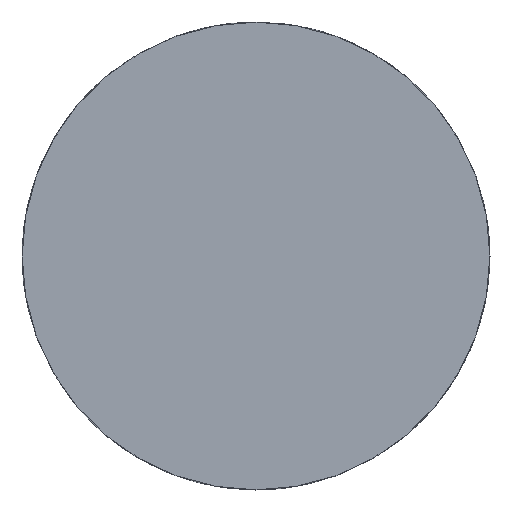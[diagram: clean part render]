
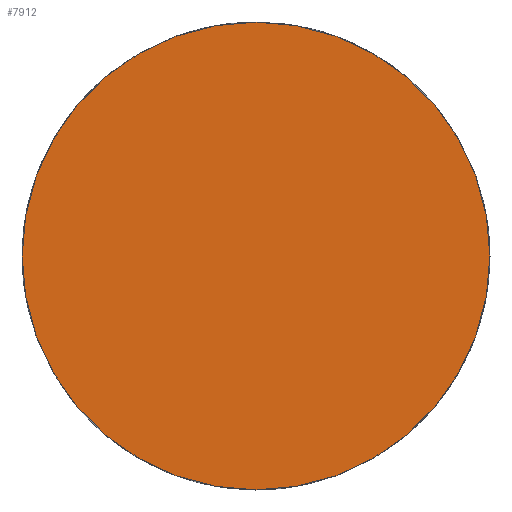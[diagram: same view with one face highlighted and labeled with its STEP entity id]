
A CAD part, left-side view. The second image highlights one B-rep face of the part: STEP entity #7912.
In plain terms, the highlighted planar face has unit normal (-1, 0, 0).
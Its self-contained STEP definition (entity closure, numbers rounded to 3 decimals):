
#84 = EDGE_CURVE ( 'NONE', #6648, #6641, #4468, .T. ) ;
#138 = EDGE_CURVE ( 'NONE', #6641, #6648, #4483, .T. ) ;
#192 = AXIS2_PLACEMENT_3D ( 'NONE', #4060, #4063, #4064 ) ;
#221 = AXIS2_PLACEMENT_3D ( 'NONE', #7464, #7485, #7486 ) ;
#234 = AXIS2_PLACEMENT_3D ( 'NONE', #7182, #7183, #7184 ) ;
#4060 = CARTESIAN_POINT ( 'NONE',  ( -48., 8., 0. ) ) ;
#4061 = PLANE ( 'NONE',  #192 ) ;
#4063 = DIRECTION ( 'NONE',  ( 1., 0., 0. ) ) ;
#4064 = DIRECTION ( 'NONE',  ( 0., 0., -1. ) ) ;
#4404 = ORIENTED_EDGE ( 'NONE', *, *, #138, .T. ) ;
#4438 = ORIENTED_EDGE ( 'NONE', *, *, #84, .T. ) ;
#4468 = CIRCLE ( 'NONE', #234, 8. ) ;
#4483 = CIRCLE ( 'NONE', #221, 8. ) ;
#4514 = FACE_OUTER_BOUND ( 'NONE', #7893, .T. ) ;
#6285 = CARTESIAN_POINT ( 'NONE',  ( -48., 0., -8. ) ) ;
#6300 = CARTESIAN_POINT ( 'NONE',  ( -48., 0., 8. ) ) ;
#6641 = VERTEX_POINT ( 'NONE', #6300 ) ;
#6648 = VERTEX_POINT ( 'NONE', #6285 ) ;
#7182 = CARTESIAN_POINT ( 'NONE',  ( -48., 0., 0. ) ) ;
#7183 = DIRECTION ( 'NONE',  ( -1., 0., 0. ) ) ;
#7184 = DIRECTION ( 'NONE',  ( 0., 0., 1. ) ) ;
#7464 = CARTESIAN_POINT ( 'NONE',  ( -48., 0., 0. ) ) ;
#7485 = DIRECTION ( 'NONE',  ( -1., 0., 0. ) ) ;
#7486 = DIRECTION ( 'NONE',  ( 0., 0., 1. ) ) ;
#7893 = EDGE_LOOP ( 'NONE', ( #4404, #4438 ) ) ;
#7912 = ADVANCED_FACE ( 'NONE', ( #4514 ), #4061, .F. ) ;
